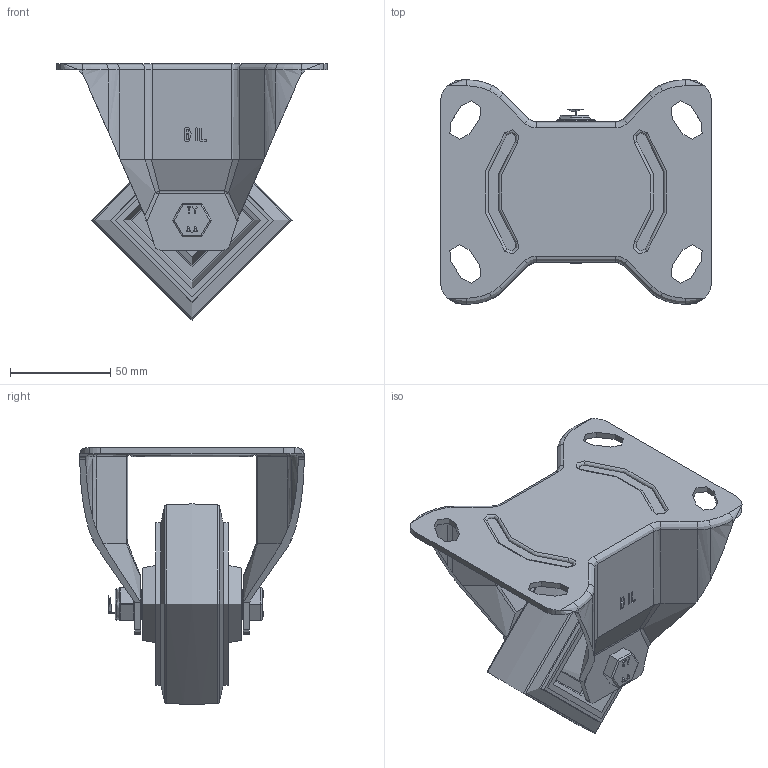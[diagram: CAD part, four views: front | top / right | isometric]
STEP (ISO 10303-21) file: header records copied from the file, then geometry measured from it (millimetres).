
FILE_DESCRIPTION(/* description */ (''),/* implementation_level */ '2;1');
FILE_NAME(/* name */ 'BZEHF100SRNBLP.step',/* time_stamp */ '2025-05-02T12:38:25+01:00',/* author */ (''),/* organization */ (''),/* preprocessor_version */ 'ST-DEVELOPER v20.1',/* originating_system */ 'Autodesk Translation Framework v14.4.0.0',/* authorisation */ '');
FILE_SCHEMA (('AUTOMOTIVE_DESIGN { 1 0 10303 214 3 1 1 }'));
Length unit declared in the file: millimetre
Products named in the file (18): BZEHF100SRNBLP; BZEHF100ASLP v1; ZINC PLATED, PRESSED STEEL BRACKET; BZH100WSRNRB15 v1; 65 SHORE A ELASTIC RUBBER TYRE; NYLON RIM; ROLLER BEARING; CAGE; RIBS; Component4; TUBEM15X50 v1; ZINC PLATED AXLE TUBE; HEXBOLTM10X70Z8.8 v2; GRADE 8.8 THREADED ZINC PLATED BOLT; NYLOCM10Z v1; NYLOC NUT; RUBBER; NUT
Assembly tree (24 placements, depth 5):
  BZEHF100SRNBLP
    BZEHF100ASLP v1
      ZINC PLATED, PRESSED STEEL BRACKET
    BZH100WSRNRB15 v1
      65 SHORE A ELASTIC RUBBER TYRE
      NYLON RIM
      ROLLER BEARING
        CAGE
        RIBS
          Component4  x8
    TUBEM15X50 v1
      ZINC PLATED AXLE TUBE
    HEXBOLTM10X70Z8.8 v2
      GRADE 8.8 THREADED ZINC PLATED BOLT
    NYLOCM10Z v1
      NYLOC NUT
        RUBBER
        NUT
Bounding box: 135 x 112 x 127.95 mm (x, y, z)
Volume: 295301.6 mm3; surface area: 129128.4 mm2
Topology: 16 solids, 16 shells, 543 faces, 1345 edges, 840 vertices
Faces by surface type: plane 218, cylinder 181, bspline 77, torus 48, sphere 12, cone 7
Full cylindrical faces by diameter (mm): 4 x8, 8.141 x18, 9.85 x19, 10 x3, 10.2 x2, 10.5 x1, 12 x2, 15 x2, 16 x2, 22.75 x1, 23 x1, 30 x1, 76 x2, 81 x2
Entity records: 26028 total; most frequent: CARTESIAN_POINT 13291, ORIENTED_EDGE 2640, DIRECTION 2462, EDGE_CURVE 1320, AXIS2_PLACEMENT_3D 908, VERTEX_POINT 826, LINE 646, VECTOR 646
